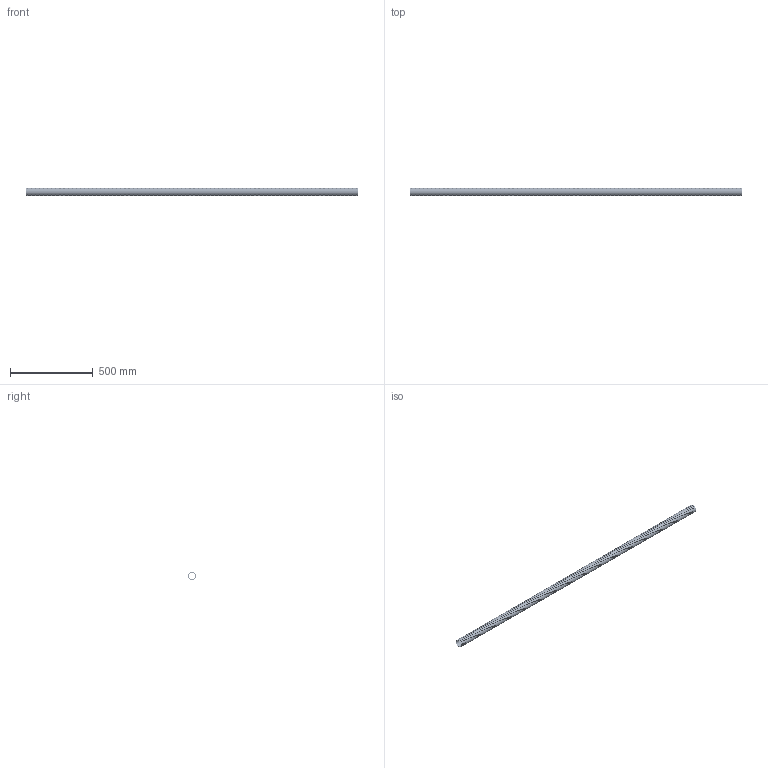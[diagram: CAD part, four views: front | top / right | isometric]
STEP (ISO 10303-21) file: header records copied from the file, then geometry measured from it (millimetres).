
FILE_DESCRIPTION (( 'STEP AP203' ), '1' );
FILE_NAME ('CTG12-050-K04-050.STEP', '2016-06-16T07:18:32', ( '' ), ( '' ), 'SwSTEP 2.0', 'SolidWorks 2014', '' );
FILE_SCHEMA (( 'CONFIG_CONTROL_DESIGN' ));
Length unit declared in the file: millimetre
Products named in the file (1): CTG12-050-K04-050
Bounding box: 2002.2 x 50 x 50 mm (x, y, z)
Volume: 304337 mm3; surface area: 1455829.1 mm2
Topology: 1 solids, 251 shells, 2004 faces, 3256 edges, 2254 vertices
Faces by surface type: plane 1002, cylinder 1002
Full cylindrical faces by diameter (mm): 41 x1, 41.4 x250, 42.8 x251, 49.2 x250, 50 x250
Entity records: 40665 total; most frequent: DIRECTION 8018, CARTESIAN_POINT 6013, AXIS2_PLACEMENT_3D 4009, ORIENTED_EDGE 4008, EDGE_LOOP 4008, FACE_OUTER_BOUND 3006, ADVANCED_FACE 2004, CIRCLE 2004
